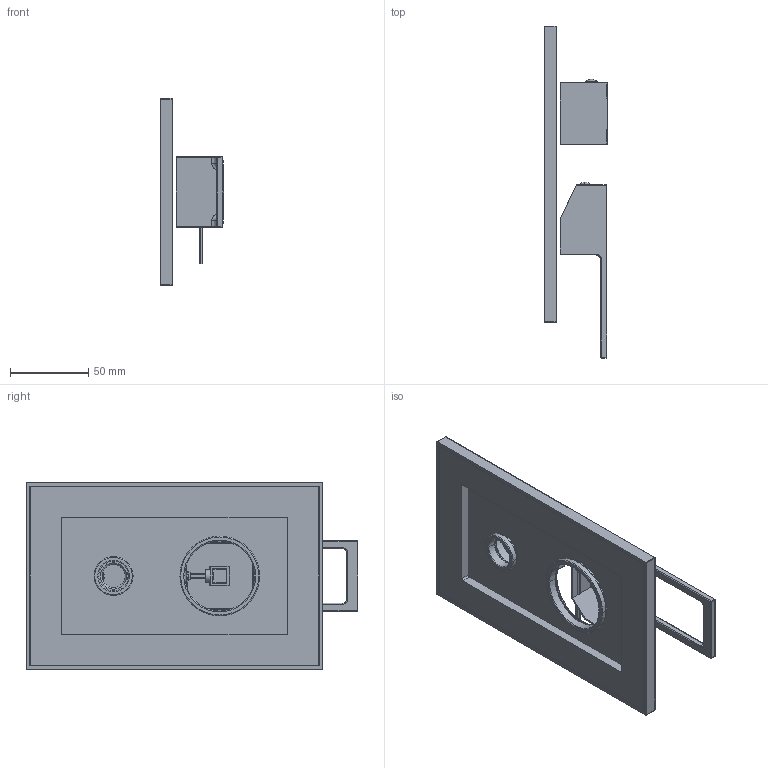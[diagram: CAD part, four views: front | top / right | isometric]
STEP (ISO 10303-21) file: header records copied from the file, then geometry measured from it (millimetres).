
FILE_DESCRIPTION((''),'2;1');
FILE_NAME('EF018CREST_ASM','2021-01-29T09:41:47',('stefano.gianpani'),('PAFFONI SpA'),'CREO PARAMETRIC BY PTC INC, 2020044','CREO PARAMETRIC BY PTC INC, 2020044','');
FILE_SCHEMA(('CONFIG_CONTROL_DESIGN','SHAPE_APPEARANCE_LAYERS_GROUPS'));
Length unit declared in the file: millimetre
Products named in the file (13): 4061227CR; 592305004A2; TCF0691105CR; CHBR25; 8001128_ASM; 4061169CR_AF2; 2091320; 2091319; 2091341; 2042488GR; 2041560GR; 2091105CRN; EF018CREST_ASM
Assembly tree (12 placements, depth 3):
  EF018CREST_ASM
    4061227CR
    8001128_ASM
      592305004A2
      TCF0691105CR
      CHBR25
    4061169CR_AF2
    2091320
    2091319
    2091341
    2042488GR
    2041560GR
    2091105CRN
Bounding box: 40.49 x 212.5 x 120 mm (x, y, z)
Volume: 169692.1 mm3; surface area: 116480 mm2
Topology: 11 solids, 15 shells, 329 faces, 764 edges, 474 vertices
Faces by surface type: plane 128, cylinder 125, torus 34, cone 28, sphere 14
Entity records: 12381 total; most frequent: CARTESIAN_POINT 1971, DIRECTION 1770, ORIENTED_EDGE 1498, PRESENTATION_STYLE_ASSIGNMENT 773, STYLED_ITEM 773, CURVE_STYLE 758, EDGE_CURVE 758, AXIS2_PLACEMENT_3D 688
